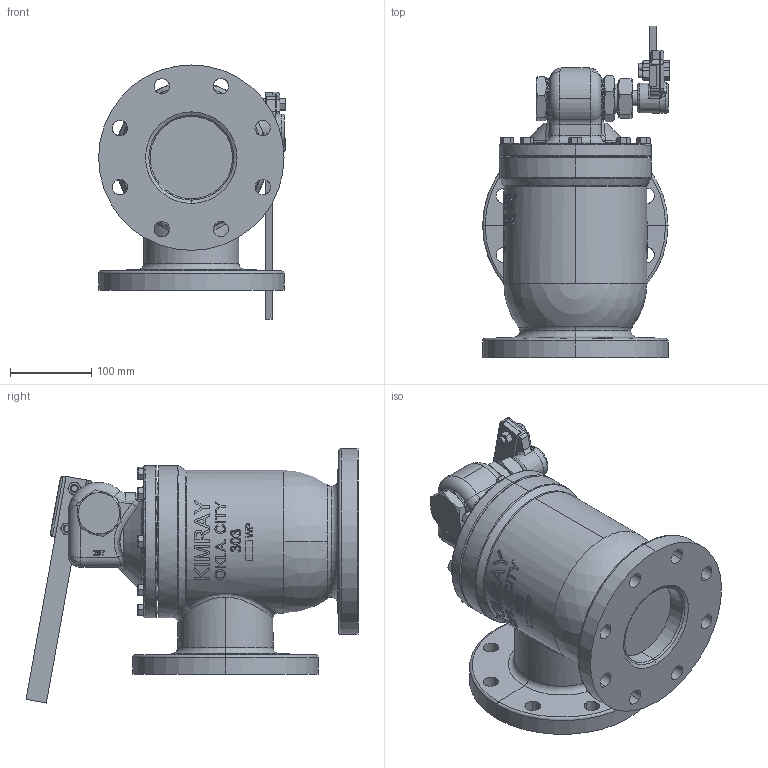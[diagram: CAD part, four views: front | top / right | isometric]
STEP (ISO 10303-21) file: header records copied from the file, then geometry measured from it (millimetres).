
FILE_DESCRIPTION (( 'STEP AP203' ), '1' );
FILE_NAME ('4 INCH FOA (CAF).STEP', '2013-10-11T18:40:18', ( 'PCTech' ), ( 'Microsoft' ), 'SwSTEP 2.0', 'SolidWorks 2013', '' );
FILE_SCHEMA (( 'CONFIG_CONTROL_DESIGN' ));
Length unit declared in the file: inch
Products named in the file (1): 4 INCH FOA (CAF)
Bounding box: 230.25 x 409.32 x 313.3 mm (x, y, z)
Volume: 6460276.9 mm3; surface area: 552005.6 mm2
Topology: 1 solids, 1 shells, 1139 faces, 2903 edges, 1829 vertices
Faces by surface type: plane 551, bspline 204, cone 167, cylinder 148, torus 65, sphere 4
Entity records: 51064 total; most frequent: CARTESIAN_POINT 25534, ORIENTED_EDGE 5766, DIRECTION 4499, EDGE_CURVE 2883, VERTEX_POINT 1829, AXIS2_PLACEMENT_3D 1559, LINE 1381, VECTOR 1381
